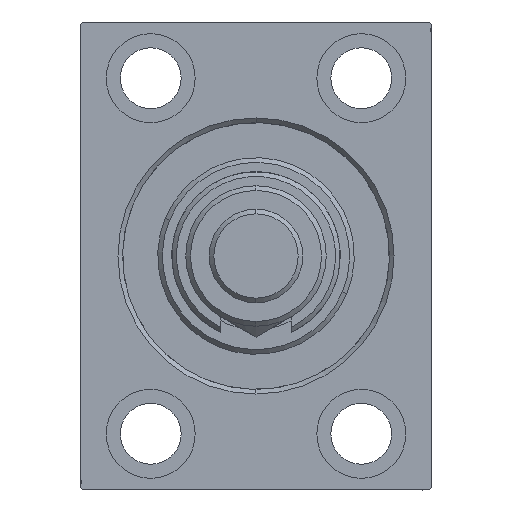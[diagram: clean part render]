
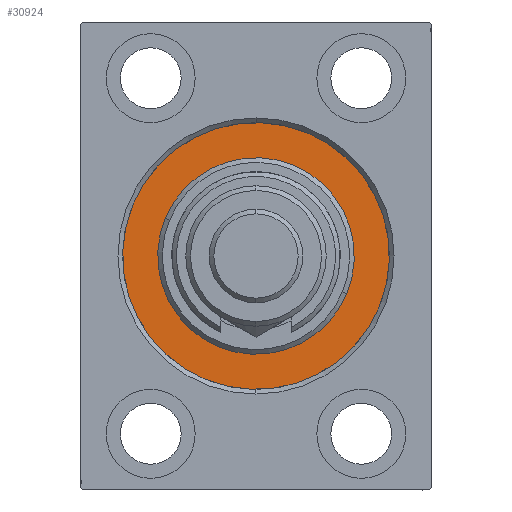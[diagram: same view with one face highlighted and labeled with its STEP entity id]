
A CAD part, left-side view. The second image highlights one B-rep face of the part: STEP entity #30924.
In plain terms, the highlighted face is planar.
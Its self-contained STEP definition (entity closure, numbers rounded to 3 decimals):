
#86 = CIRCLE ( 'NONE', #22378, 28.5 ) ;
#149 = EDGE_CURVE ( 'NONE', #29296, #2273, #24019, .T. ) ;
#487 = FACE_BOUND ( 'NONE', #44672, .T. ) ;
#621 = AXIS2_PLACEMENT_3D ( 'NONE', #45957, #39014, #3095 ) ;
#891 = ORIENTED_EDGE ( 'NONE', *, *, #30078, .F. ) ;
#1529 = DIRECTION ( 'NONE',  ( -1., 0., 0. ) ) ;
#2028 = CARTESIAN_POINT ( 'NONE',  ( 0., 0., 21. ) ) ;
#2273 = VERTEX_POINT ( 'NONE', #10267 ) ;
#3095 = DIRECTION ( 'NONE',  ( 0., 0., 1. ) ) ;
#5310 = VERTEX_POINT ( 'NONE', #29553 ) ;
#7194 = AXIS2_PLACEMENT_3D ( 'NONE', #20286, #34888, #37997 ) ;
#7392 = VERTEX_POINT ( 'NONE', #18923 ) ;
#9085 = EDGE_CURVE ( 'NONE', #2273, #29296, #27339, .T. ) ;
#9353 = ORIENTED_EDGE ( 'NONE', *, *, #149, .F. ) ;
#10267 = CARTESIAN_POINT ( 'NONE',  ( 0., 0., -21. ) ) ;
#12030 = AXIS2_PLACEMENT_3D ( 'NONE', #46921, #28753, #36171 ) ;
#14059 = EDGE_LOOP ( 'NONE', ( #19018, #891 ) ) ;
#15095 = PLANE ( 'NONE',  #33503 ) ;
#17540 = ORIENTED_EDGE ( 'NONE', *, *, #9085, .F. ) ;
#18923 = CARTESIAN_POINT ( 'NONE',  ( 0., 0., -28.5 ) ) ;
#19018 = ORIENTED_EDGE ( 'NONE', *, *, #45828, .F. ) ;
#20286 = CARTESIAN_POINT ( 'NONE',  ( 0., 0., 0. ) ) ;
#20680 = DIRECTION ( 'NONE',  ( 0., 0., 1. ) ) ;
#22378 = AXIS2_PLACEMENT_3D ( 'NONE', #45309, #1529, #20680 ) ;
#24019 = CIRCLE ( 'NONE', #7194, 21. ) ;
#27339 = CIRCLE ( 'NONE', #12030, 21. ) ;
#28753 = DIRECTION ( 'NONE',  ( 1., 0., 0. ) ) ;
#29296 = VERTEX_POINT ( 'NONE', #2028 ) ;
#29553 = CARTESIAN_POINT ( 'NONE',  ( 0., 0., 28.5 ) ) ;
#29705 = CARTESIAN_POINT ( 'NONE',  ( 0., 0., 0. ) ) ;
#30078 = EDGE_CURVE ( 'NONE', #5310, #7392, #40369, .T. ) ;
#30164 = FACE_OUTER_BOUND ( 'NONE', #14059, .T. ) ;
#30924 = ADVANCED_FACE ( 'NONE', ( #487, #30164 ), #15095, .F. ) ;
#33503 = AXIS2_PLACEMENT_3D ( 'NONE', #29705, #36396, #44751 ) ;
#34888 = DIRECTION ( 'NONE',  ( 1., 0., 0. ) ) ;
#36171 = DIRECTION ( 'NONE',  ( 0., 0., -1. ) ) ;
#36396 = DIRECTION ( 'NONE',  ( -1., 0., 0. ) ) ;
#37997 = DIRECTION ( 'NONE',  ( 0., 0., -1. ) ) ;
#39014 = DIRECTION ( 'NONE',  ( -1., 0., 0. ) ) ;
#40369 = CIRCLE ( 'NONE', #621, 28.5 ) ;
#44672 = EDGE_LOOP ( 'NONE', ( #9353, #17540 ) ) ;
#44751 = DIRECTION ( 'NONE',  ( 0., 0., 1. ) ) ;
#45309 = CARTESIAN_POINT ( 'NONE',  ( 0., 0., 0. ) ) ;
#45828 = EDGE_CURVE ( 'NONE', #7392, #5310, #86, .T. ) ;
#45957 = CARTESIAN_POINT ( 'NONE',  ( 0., 0., 0. ) ) ;
#46921 = CARTESIAN_POINT ( 'NONE',  ( 0., 0., 0. ) ) ;
